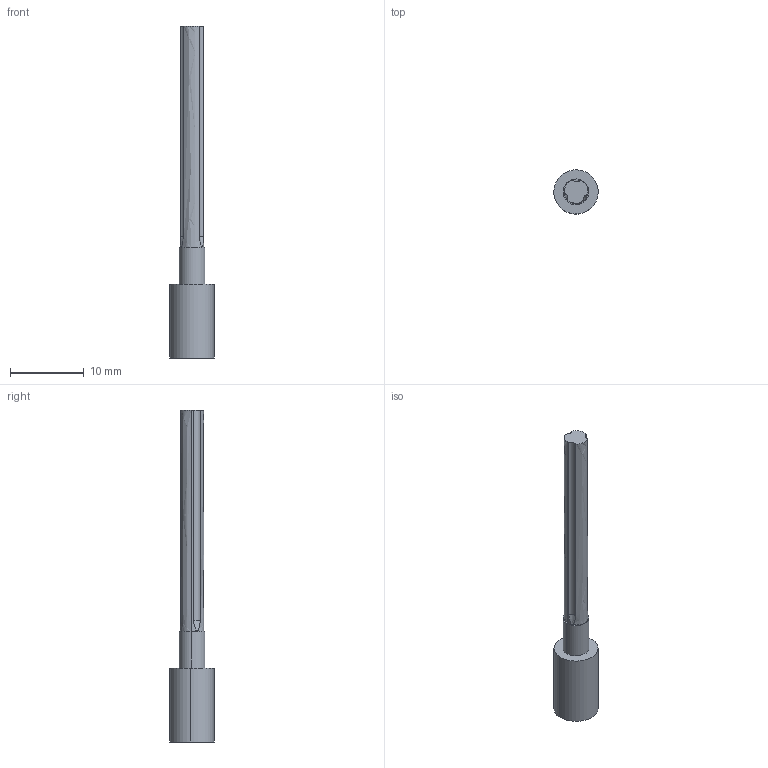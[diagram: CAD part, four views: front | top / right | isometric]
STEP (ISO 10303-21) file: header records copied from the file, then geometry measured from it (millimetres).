
FILE_DESCRIPTION(/* description */ ('STEP AP242 Edition 2','CAx-IF Rec.Pracs.---Representation and Presentation of Product Manufacturing Information (PMI)---4.0---2014-10-13','CAx-IF Rec.Pracs.---3D Tessellated Geometry---0.4---2014-09-14','2;1','CAx-IF Rec.Pracs.---User Defined Attributes---1.5---2016-08-15'),/* implementation_level */ '2;1');
FILE_NAME(/* name */ '6926b30c34fb549e90dccaa8',/* time_stamp */ '2025-11-26T07:58:05Z',/* author */ (''),/* organization */ (''),/* preprocessor_version */ 'ST-DEVELOPER v20',/* originating_system */ 'ONSHAPE BY PTC INC, 1.207',/* authorisation */ ' ');
FILE_SCHEMA (('AP242_MANAGED_MODEL_BASED_3D_ENGINEERING_MIM_LF { 1 0 10303 442 3 1 4 }'));
Length unit declared in the file: millimetre
Products named in the file (1): M3 with through hole
Bounding box: 5.98 x 5.98 x 45 mm (x, y, z)
Volume: 553.5 mm3; surface area: 609.1 mm2
Topology: 1 solids, 1 shells, 18 faces, 39 edges, 25 vertices
Faces by surface type: bspline 18
Entity records: 591 total; most frequent: CARTESIAN_POINT 246, ORIENTED_EDGE 78, DIRECTION 52, EDGE_CURVE 39, VERTEX_POINT 25, AXIS2_PLACEMENT_3D 23, CIRCLE 22, EDGE_LOOP 20
